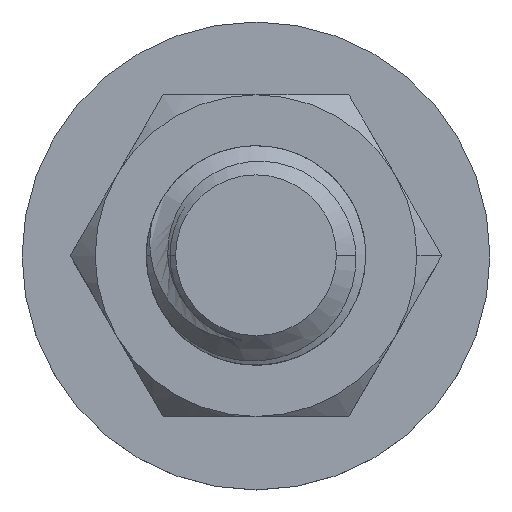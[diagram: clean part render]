
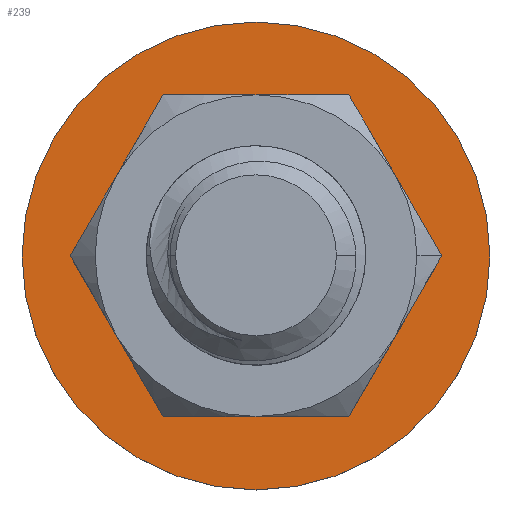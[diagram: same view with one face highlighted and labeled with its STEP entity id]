
A CAD part, top view. The second image highlights one B-rep face of the part: STEP entity #239.
In plain terms, the highlighted planar face has unit normal (0, 0, 1).
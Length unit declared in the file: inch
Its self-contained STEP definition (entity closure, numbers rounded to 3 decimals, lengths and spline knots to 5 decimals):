
#239 = ADVANCED_FACE ( 'NONE', ( #6986, #5775 ), #2347, .F. ) ;
#422 = ORIENTED_EDGE ( 'NONE', *, *, #8720, .T. ) ;
#977 = EDGE_LOOP ( 'NONE', ( #3042, #3573 ) ) ;
#1098 = AXIS2_PLACEMENT_3D ( 'NONE', #1139, #7088, #6411 ) ;
#1109 = CIRCLE ( 'NONE', #7238, 0.4 ) ;
#1139 = CARTESIAN_POINT ( 'NONE',  ( 0., 0., 1.49 ) ) ;
#1165 = DIRECTION ( 'NONE',  ( -1., 0., 0. ) ) ;
#1184 = AXIS2_PLACEMENT_3D ( 'NONE', #3766, #8653, #1165 ) ;
#1246 = DIRECTION ( 'NONE',  ( -1., 0., 0. ) ) ;
#1671 = DIRECTION ( 'NONE',  ( -1., 0., 0. ) ) ;
#1719 = DIRECTION ( 'NONE',  ( 0., 0., -1. ) ) ;
#2186 = CIRCLE ( 'NONE', #1184, 0.2 ) ;
#2347 = PLANE ( 'NONE',  #8614 ) ;
#2392 = DIRECTION ( 'NONE',  ( 0., -1., 0. ) ) ;
#2520 = AXIS2_PLACEMENT_3D ( 'NONE', #2579, #5303, #1246 ) ;
#2541 = VERTEX_POINT ( 'NONE', #5450 ) ;
#2579 = CARTESIAN_POINT ( 'NONE',  ( 0., 0., 1.49 ) ) ;
#2747 = ORIENTED_EDGE ( 'NONE', *, *, #3470, .T. ) ;
#3042 = ORIENTED_EDGE ( 'NONE', *, *, #7546, .F. ) ;
#3424 = CARTESIAN_POINT ( 'NONE',  ( -0.4, 0., 1.49 ) ) ;
#3470 = EDGE_CURVE ( 'NONE', #2541, #6778, #2186, .T. ) ;
#3573 = ORIENTED_EDGE ( 'NONE', *, *, #6763, .F. ) ;
#3766 = CARTESIAN_POINT ( 'NONE',  ( 0., 0., 1.49 ) ) ;
#3913 = EDGE_LOOP ( 'NONE', ( #422, #2747 ) ) ;
#4448 = CARTESIAN_POINT ( 'NONE',  ( 0., 0., 1.49 ) ) ;
#5303 = DIRECTION ( 'NONE',  ( 0., 0., -1. ) ) ;
#5450 = CARTESIAN_POINT ( 'NONE',  ( -0.2, 0., 1.49 ) ) ;
#5661 = VERTEX_POINT ( 'NONE', #3424 ) ;
#5775 = FACE_OUTER_BOUND ( 'NONE', #977, .T. ) ;
#6411 = DIRECTION ( 'NONE',  ( -1., 0., 0. ) ) ;
#6763 = EDGE_CURVE ( 'NONE', #5661, #8190, #1109, .T. ) ;
#6778 = VERTEX_POINT ( 'NONE', #8488 ) ;
#6986 = FACE_BOUND ( 'NONE', #3913, .T. ) ;
#7088 = DIRECTION ( 'NONE',  ( 0., 0., -1. ) ) ;
#7238 = AXIS2_PLACEMENT_3D ( 'NONE', #7820, #7686, #1671 ) ;
#7546 = EDGE_CURVE ( 'NONE', #8190, #5661, #8787, .T. ) ;
#7686 = DIRECTION ( 'NONE',  ( 0., 0., -1. ) ) ;
#7820 = CARTESIAN_POINT ( 'NONE',  ( 0., 0., 1.49 ) ) ;
#8190 = VERTEX_POINT ( 'NONE', #8838 ) ;
#8488 = CARTESIAN_POINT ( 'NONE',  ( 0.2, 0., 1.49 ) ) ;
#8498 = CIRCLE ( 'NONE', #2520, 0.2 ) ;
#8614 = AXIS2_PLACEMENT_3D ( 'NONE', #4448, #1719, #2392 ) ;
#8653 = DIRECTION ( 'NONE',  ( 0., 0., -1. ) ) ;
#8720 = EDGE_CURVE ( 'NONE', #6778, #2541, #8498, .T. ) ;
#8787 = CIRCLE ( 'NONE', #1098, 0.4 ) ;
#8838 = CARTESIAN_POINT ( 'NONE',  ( 0.4, 0., 1.49 ) ) ;
